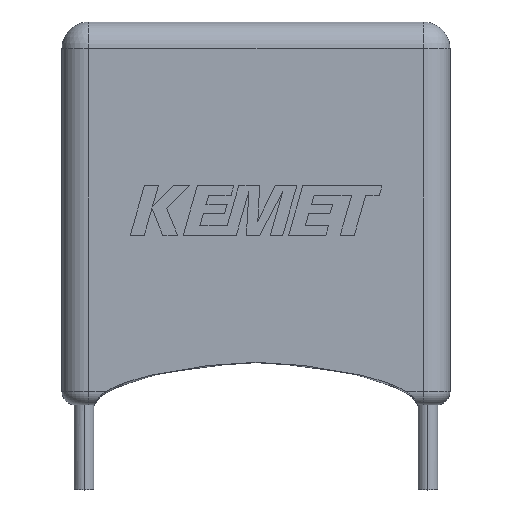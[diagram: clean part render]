
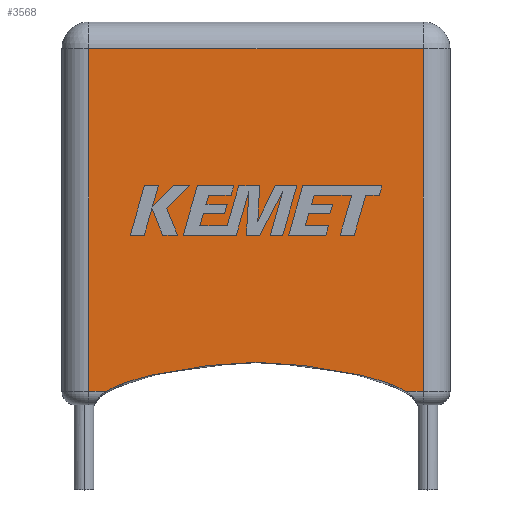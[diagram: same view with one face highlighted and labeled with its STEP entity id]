
A CAD part, top view. The second image highlights one B-rep face of the part: STEP entity #3568.
In plain terms, the highlighted planar face has unit normal (0, 0, 1).
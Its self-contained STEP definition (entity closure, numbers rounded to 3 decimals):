
#60 = ORIENTED_EDGE ( 'NONE', *, *, #3089, .T. ) ;
#194 = CARTESIAN_POINT ( 'NONE',  ( 1., 0., 6.89 ) ) ;
#258 = FACE_OUTER_BOUND ( 'NONE', #4287, .T. ) ;
#274 = VERTEX_POINT ( 'NONE', #1970 ) ;
#288 = VERTEX_POINT ( 'NONE', #3684 ) ;
#348 = CARTESIAN_POINT ( 'NONE',  ( 7.24, 1.58, 6.89 ) ) ;
#354 = ORIENTED_EDGE ( 'NONE', *, *, #2329, .T. ) ;
#410 = DIRECTION ( 'NONE',  ( 0., 1., 0. ) ) ;
#426 = EDGE_CURVE ( 'NONE', #660, #288, #2683, .T. ) ;
#501 = LINE ( 'NONE', #2671, #1999 ) ;
#622 = ORIENTED_EDGE ( 'NONE', *, *, #4024, .T. ) ;
#660 = VERTEX_POINT ( 'NONE', #3012 ) ;
#664 = CARTESIAN_POINT ( 'NONE',  ( 13.48, 0., 6.89 ) ) ;
#775 = CARTESIAN_POINT ( 'NONE',  ( 13.48, 0.5, 6.89 ) ) ;
#860 = DIRECTION ( 'NONE',  ( 1., 0., 0. ) ) ;
#1012 = CARTESIAN_POINT ( 'NONE',  ( 2.823, 1.236, 6.89 ) ) ;
#1170 = AXIS2_PLACEMENT_3D ( 'NONE', #1670, #1740, #2044 ) ;
#1333 = CARTESIAN_POINT ( 'NONE',  ( 12.819, 0.5, 6.89 ) ) ;
#1375 = PLANE ( 'NONE',  #1170 ) ;
#1495 = VECTOR ( 'NONE', #3753, 1000. ) ;
#1503 = ORIENTED_EDGE ( 'NONE', *, *, #3206, .T. ) ;
#1585 = DIRECTION ( 'NONE',  ( 0., -1., 0. ) ) ;
#1670 = CARTESIAN_POINT ( 'NONE',  ( 0., 0., 6.89 ) ) ;
#1677 = CARTESIAN_POINT ( 'NONE',  ( 8.56, 1.58, 6.89 ) ) ;
#1740 = DIRECTION ( 'NONE',  ( 0., 0., -1. ) ) ;
#1814 = CARTESIAN_POINT ( 'NONE',  ( 12.819, 0.5, 6.89 ) ) ;
#1911 = LINE ( 'NONE', #194, #4034 ) ;
#1970 = CARTESIAN_POINT ( 'NONE',  ( 13.48, 13.28, 6.89 ) ) ;
#1999 = VECTOR ( 'NONE', #860, 1000. ) ;
#2044 = DIRECTION ( 'NONE',  ( -1., 0., 0. ) ) ;
#2055 = CARTESIAN_POINT ( 'NONE',  ( 1., 13.28, 6.89 ) ) ;
#2075 = CARTESIAN_POINT ( 'NONE',  ( 11.657, 1.236, 6.89 ) ) ;
#2092 = VERTEX_POINT ( 'NONE', #2055 ) ;
#2269 = CARTESIAN_POINT ( 'NONE',  ( 0., 13.28, 6.89 ) ) ;
#2294 = LINE ( 'NONE', #2269, #2546 ) ;
#2329 = EDGE_CURVE ( 'NONE', #2092, #660, #1911, .T. ) ;
#2375 = VERTEX_POINT ( 'NONE', #348 ) ;
#2546 = VECTOR ( 'NONE', #3643, 1000. ) ;
#2671 = CARTESIAN_POINT ( 'NONE',  ( 0., 0.5, 6.89 ) ) ;
#2683 = LINE ( 'NONE', #4080, #1495 ) ;
#2802 = CARTESIAN_POINT ( 'NONE',  ( 7.24, 1.58, 6.89 ) ) ;
#2820 = ORIENTED_EDGE ( 'NONE', *, *, #4165, .T. ) ;
#2932 = VECTOR ( 'NONE', #410, 1000. ) ;
#3012 = CARTESIAN_POINT ( 'NONE',  ( 1., 0.5, 6.89 ) ) ;
#3080 = EDGE_CURVE ( 'NONE', #2375, #288, #4134, .T. ) ;
#3089 = EDGE_CURVE ( 'NONE', #4243, #274, #4229, .T. ) ;
#3206 = EDGE_CURVE ( 'NONE', #3692, #4243, #501, .T. ) ;
#3466 = CARTESIAN_POINT ( 'NONE',  ( 5.92, 1.58, 6.89 ) ) ;
#3568 = ADVANCED_FACE ( 'NONE', ( #258 ), #1375, .F. ) ;
#3612 = B_SPLINE_CURVE_WITH_KNOTS ( 'NONE', 3,
 ( #4118, #1677, #2075, #1333 ),
 .UNSPECIFIED., .F., .F.,
 ( 4, 4 ),
 ( 0., 0.83 ),
 .UNSPECIFIED. ) ;
#3643 = DIRECTION ( 'NONE',  ( -1., 0., 0. ) ) ;
#3684 = CARTESIAN_POINT ( 'NONE',  ( 1.661, 0.5, 6.89 ) ) ;
#3692 = VERTEX_POINT ( 'NONE', #1814 ) ;
#3717 = ORIENTED_EDGE ( 'NONE', *, *, #3080, .F. ) ;
#3753 = DIRECTION ( 'NONE',  ( 1., 0., 0. ) ) ;
#3780 = ORIENTED_EDGE ( 'NONE', *, *, #426, .T. ) ;
#4024 = EDGE_CURVE ( 'NONE', #274, #2092, #2294, .T. ) ;
#4034 = VECTOR ( 'NONE', #1585, 1000. ) ;
#4080 = CARTESIAN_POINT ( 'NONE',  ( 0., 0.5, 6.89 ) ) ;
#4118 = CARTESIAN_POINT ( 'NONE',  ( 7.24, 1.58, 6.89 ) ) ;
#4134 = B_SPLINE_CURVE_WITH_KNOTS ( 'NONE', 3,
 ( #2802, #3466, #1012, #4150 ),
 .UNSPECIFIED., .F., .F.,
 ( 4, 4 ),
 ( 0., 0.83 ),
 .UNSPECIFIED. ) ;
#4150 = CARTESIAN_POINT ( 'NONE',  ( 1.661, 0.5, 6.89 ) ) ;
#4165 = EDGE_CURVE ( 'NONE', #2375, #3692, #3612, .T. ) ;
#4229 = LINE ( 'NONE', #664, #2932 ) ;
#4243 = VERTEX_POINT ( 'NONE', #775 ) ;
#4287 = EDGE_LOOP ( 'NONE', ( #2820, #1503, #60, #622, #354, #3780, #3717 ) ) ;
